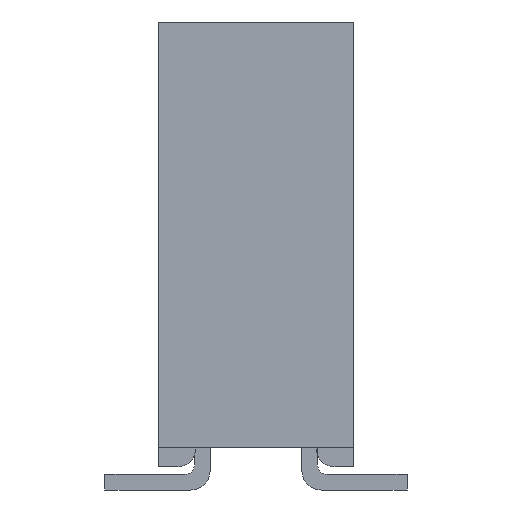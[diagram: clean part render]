
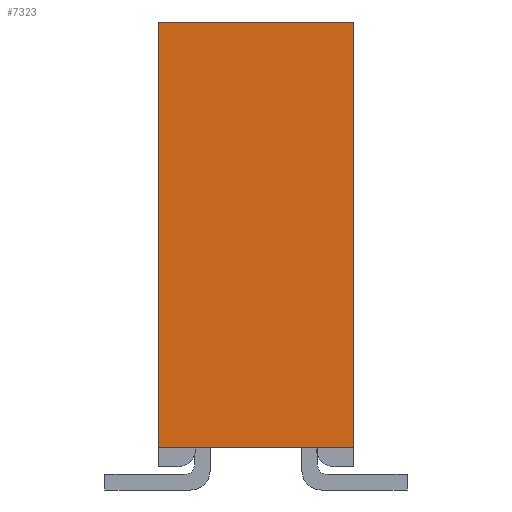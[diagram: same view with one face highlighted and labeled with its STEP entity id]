
A CAD part, left-side view. The second image highlights one B-rep face of the part: STEP entity #7323.
In plain terms, the highlighted planar face has unit normal (-1, 0, 0).
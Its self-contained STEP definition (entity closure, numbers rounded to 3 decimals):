
#7323 = ADVANCED_FACE('',(#7324),#7358,.F.);
#7324 = FACE_BOUND('',#7325,.T.);
#7325 = EDGE_LOOP('',(#7326,#7336,#7344,#7352));
#7326 = ORIENTED_EDGE('',*,*,#7327,.T.);
#7327 = EDGE_CURVE('',#7328,#7330,#7332,.T.);
#7328 = VERTEX_POINT('',#7329);
#7329 = CARTESIAN_POINT('',(-22.987,5.791,-1.27));
#7330 = VERTEX_POINT('',#7331);
#7331 = CARTESIAN_POINT('',(-22.987,0.254,-1.27));
#7332 = LINE('',#7333,#7334);
#7333 = CARTESIAN_POINT('',(-22.987,5.791,-1.27));
#7334 = VECTOR('',#7335,1.);
#7335 = DIRECTION('',(0.,-1.,0.));
#7336 = ORIENTED_EDGE('',*,*,#7337,.T.);
#7337 = EDGE_CURVE('',#7330,#7338,#7340,.T.);
#7338 = VERTEX_POINT('',#7339);
#7339 = CARTESIAN_POINT('',(-22.987,0.254,1.27));
#7340 = LINE('',#7341,#7342);
#7341 = CARTESIAN_POINT('',(-22.987,0.254,-0.787));
#7342 = VECTOR('',#7343,1.);
#7343 = DIRECTION('',(0.,0.,1.));
#7344 = ORIENTED_EDGE('',*,*,#7345,.F.);
#7345 = EDGE_CURVE('',#7346,#7338,#7348,.T.);
#7346 = VERTEX_POINT('',#7347);
#7347 = CARTESIAN_POINT('',(-22.987,5.791,1.27));
#7348 = LINE('',#7349,#7350);
#7349 = CARTESIAN_POINT('',(-22.987,5.791,1.27));
#7350 = VECTOR('',#7351,1.);
#7351 = DIRECTION('',(0.,-1.,0.));
#7352 = ORIENTED_EDGE('',*,*,#7353,.F.);
#7353 = EDGE_CURVE('',#7328,#7346,#7354,.T.);
#7354 = LINE('',#7355,#7356);
#7355 = CARTESIAN_POINT('',(-22.987,5.791,-1.27));
#7356 = VECTOR('',#7357,1.);
#7357 = DIRECTION('',(0.,0.,1.));
#7358 = PLANE('',#7359);
#7359 = AXIS2_PLACEMENT_3D('',#7360,#7361,#7362);
#7360 = CARTESIAN_POINT('',(-22.987,5.791,-1.27));
#7361 = DIRECTION('',(1.,0.,0.));
#7362 = DIRECTION('',(0.,0.,-1.));
